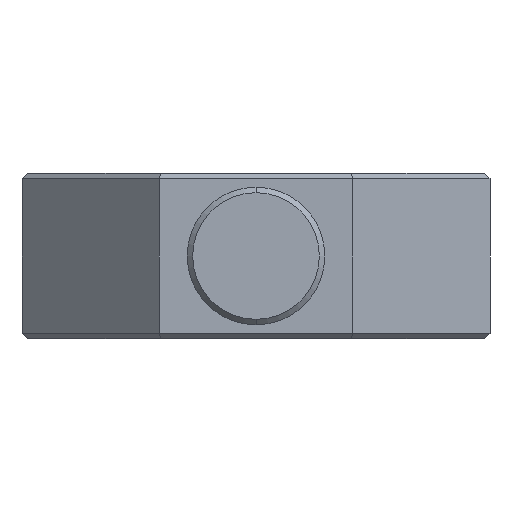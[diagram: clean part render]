
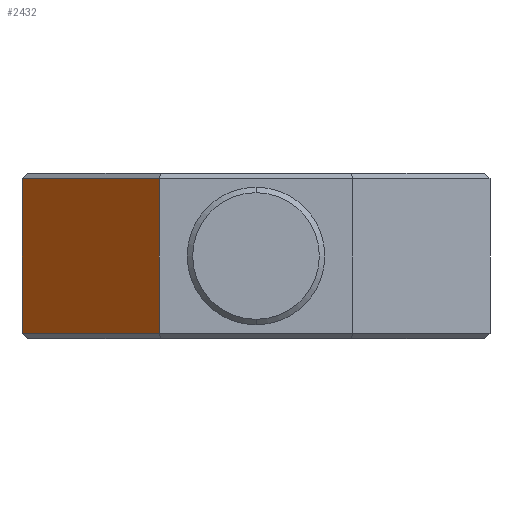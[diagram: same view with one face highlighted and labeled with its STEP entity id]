
A CAD part, left-side view. The second image highlights one B-rep face of the part: STEP entity #2432.
In plain terms, the highlighted planar face has unit normal (-0.707, 0.707, 0).
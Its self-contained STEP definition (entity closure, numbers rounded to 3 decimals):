
#9 = CARTESIAN_POINT ( 'NONE',  ( -17.604, 42.5, -14. ) ) ;
#63 = CARTESIAN_POINT ( 'NONE',  ( -17.604, 42.5, 14. ) ) ;
#156 = EDGE_LOOP ( 'NONE', ( #2656, #2710, #1175, #707 ) ) ;
#174 = CARTESIAN_POINT ( 'NONE',  ( -42.5, 17.604, 14. ) ) ;
#211 = CARTESIAN_POINT ( 'NONE',  ( -17.604, 42.5, 14. ) ) ;
#241 = DIRECTION ( 'NONE',  ( -0.707, -0.707, 0. ) ) ;
#280 = LINE ( 'NONE', #2643, #1670 ) ;
#345 = VECTOR ( 'NONE', #673, 1000. ) ;
#423 = VECTOR ( 'NONE', #974, 1000. ) ;
#673 = DIRECTION ( 'NONE',  ( 0.707, 0.707, 0. ) ) ;
#707 = ORIENTED_EDGE ( 'NONE', *, *, #2577, .T. ) ;
#781 = CARTESIAN_POINT ( 'NONE',  ( -42.5, 17.604, 15. ) ) ;
#792 = VECTOR ( 'NONE', #241, 1000. ) ;
#844 = DIRECTION ( 'NONE',  ( 0.707, 0.707, 0. ) ) ;
#974 = DIRECTION ( 'NONE',  ( 0., 0., -1. ) ) ;
#1078 = LINE ( 'NONE', #211, #345 ) ;
#1082 = VERTEX_POINT ( 'NONE', #2105 ) ;
#1175 = ORIENTED_EDGE ( 'NONE', *, *, #2070, .F. ) ;
#1301 = CARTESIAN_POINT ( 'NONE',  ( -17.604, 42.5, -14. ) ) ;
#1475 = EDGE_CURVE ( 'NONE', #2308, #2204, #280, .T. ) ;
#1522 = LINE ( 'NONE', #1301, #792 ) ;
#1585 = DIRECTION ( 'NONE',  ( 0., 0., -1. ) ) ;
#1670 = VECTOR ( 'NONE', #1585, 1000. ) ;
#1696 = FACE_OUTER_BOUND ( 'NONE', #156, .T. ) ;
#1801 = EDGE_CURVE ( 'NONE', #2204, #1082, #1522, .T. ) ;
#2070 = EDGE_CURVE ( 'NONE', #2518, #1082, #2701, .T. ) ;
#2104 = AXIS2_PLACEMENT_3D ( 'NONE', #2544, #2306, #844 ) ;
#2105 = CARTESIAN_POINT ( 'NONE',  ( -42.5, 17.604, -14. ) ) ;
#2124 = PLANE ( 'NONE',  #2104 ) ;
#2204 = VERTEX_POINT ( 'NONE', #9 ) ;
#2306 = DIRECTION ( 'NONE',  ( 0.707, -0.707, 0. ) ) ;
#2308 = VERTEX_POINT ( 'NONE', #63 ) ;
#2432 = ADVANCED_FACE ( 'NONE', ( #1696 ), #2124, .F. ) ;
#2518 = VERTEX_POINT ( 'NONE', #174 ) ;
#2544 = CARTESIAN_POINT ( 'NONE',  ( -17.604, 42.5, 15. ) ) ;
#2577 = EDGE_CURVE ( 'NONE', #2518, #2308, #1078, .T. ) ;
#2643 = CARTESIAN_POINT ( 'NONE',  ( -17.604, 42.5, 15. ) ) ;
#2656 = ORIENTED_EDGE ( 'NONE', *, *, #1475, .T. ) ;
#2701 = LINE ( 'NONE', #781, #423 ) ;
#2710 = ORIENTED_EDGE ( 'NONE', *, *, #1801, .T. ) ;
